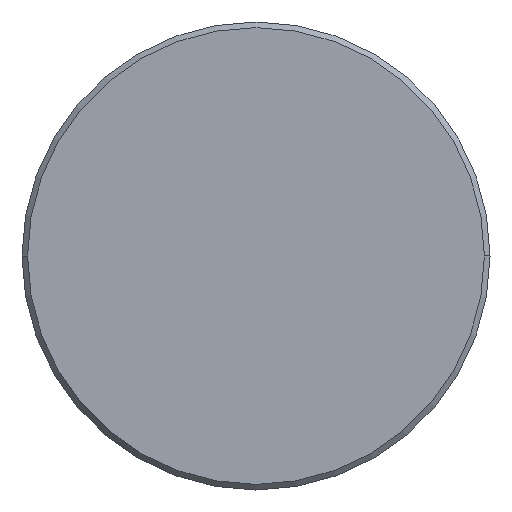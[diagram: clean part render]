
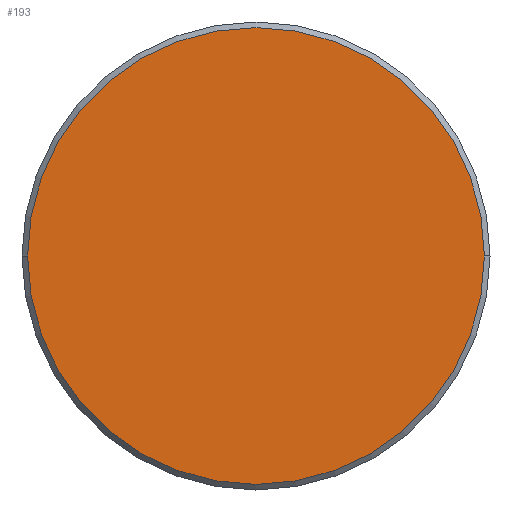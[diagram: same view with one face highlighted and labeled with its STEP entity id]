
A CAD part, left-side view. The second image highlights one B-rep face of the part: STEP entity #193.
In plain terms, the highlighted planar face has unit normal (-1, 0, 0).
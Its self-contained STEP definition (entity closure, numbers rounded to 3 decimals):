
#8 = EDGE_CURVE ( 'NONE', #160, #235, #148, .T. ) ;
#38 = EDGE_CURVE ( 'NONE', #235, #160, #190, .T. ) ;
#40 = AXIS2_PLACEMENT_3D ( 'NONE', #188, #102, #297 ) ;
#56 = FACE_OUTER_BOUND ( 'NONE', #299, .T. ) ;
#78 = CARTESIAN_POINT ( 'NONE',  ( -75., 0., 0. ) ) ;
#91 = DIRECTION ( 'NONE',  ( -1., 0., 0. ) ) ;
#102 = DIRECTION ( 'NONE',  ( 1., 0., 0. ) ) ;
#136 = PLANE ( 'NONE',  #171 ) ;
#148 = CIRCLE ( 'NONE', #241, 12.2 ) ;
#160 = VERTEX_POINT ( 'NONE', #279 ) ;
#171 = AXIS2_PLACEMENT_3D ( 'NONE', #217, #91, #246 ) ;
#188 = CARTESIAN_POINT ( 'NONE',  ( -75., 0., 0. ) ) ;
#190 = CIRCLE ( 'NONE', #40, 12.2 ) ;
#192 = CARTESIAN_POINT ( 'NONE',  ( -75., -12.2, 0. ) ) ;
#193 = ADVANCED_FACE ( 'NONE', ( #56 ), #136, .T. ) ;
#207 = DIRECTION ( 'NONE',  ( 1., 0., 0. ) ) ;
#217 = CARTESIAN_POINT ( 'NONE',  ( -75., 0., 0. ) ) ;
#219 = DIRECTION ( 'NONE',  ( 0., 1., 0. ) ) ;
#222 = ORIENTED_EDGE ( 'NONE', *, *, #8, .F. ) ;
#235 = VERTEX_POINT ( 'NONE', #192 ) ;
#241 = AXIS2_PLACEMENT_3D ( 'NONE', #78, #207, #219 ) ;
#246 = DIRECTION ( 'NONE',  ( 0., -1., 0. ) ) ;
#250 = ORIENTED_EDGE ( 'NONE', *, *, #38, .F. ) ;
#279 = CARTESIAN_POINT ( 'NONE',  ( -75., 12.2, 0. ) ) ;
#297 = DIRECTION ( 'NONE',  ( 0., 1., 0. ) ) ;
#299 = EDGE_LOOP ( 'NONE', ( #222, #250 ) ) ;
